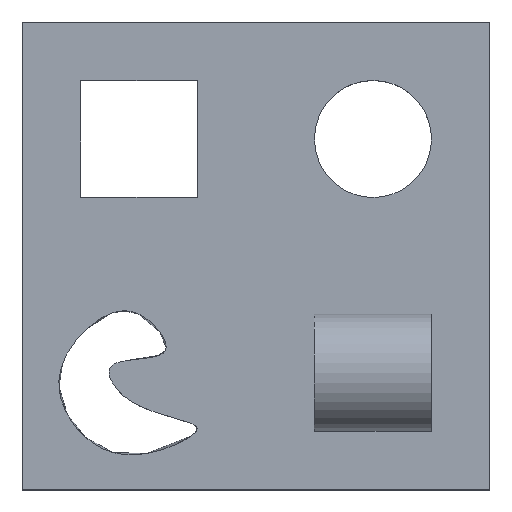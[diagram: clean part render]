
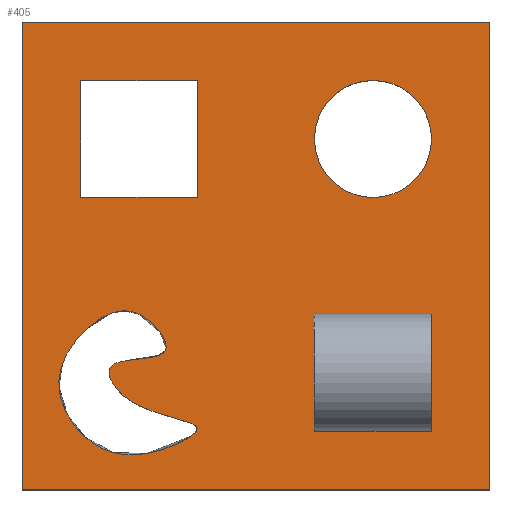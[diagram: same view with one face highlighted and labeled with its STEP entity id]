
A CAD part, top view. The second image highlights one B-rep face of the part: STEP entity #405.
In plain terms, the highlighted planar face has unit normal (0, 0, 1).
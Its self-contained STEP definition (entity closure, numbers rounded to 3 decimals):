
#116=CARTESIAN_POINT('',(50.,50.,20.));
#117=DIRECTION('',(0.,0.,-1.));
#118=DIRECTION('',(1.,0.,0.));
#119=AXIS2_PLACEMENT_3D('',#116,#117,#118);
#121=CARTESIAN_POINT('',(50.,50.,20.));
#122=DIRECTION('',(0.,0.,-1.));
#123=DIRECTION('',(-1.,0.,0.));
#124=AXIS2_PLACEMENT_3D('',#121,#122,#123);
#126=CARTESIAN_POINT('',(-71.708,-30.672,20.));
#127=CARTESIAN_POINT('',(-65.633,-25.279,20.));
#128=CARTESIAN_POINT('',(-51.42,-17.774,20.));
#129=CARTESIAN_POINT('',(-27.676,-47.935,20.));
#130=CARTESIAN_POINT('',(-69.17,-41.06,20.));
#131=CARTESIAN_POINT('',(-54.636,-67.414,20.));
#132=CARTESIAN_POINT('',(-30.52,-69.265,20.));
#133=CARTESIAN_POINT('',(-26.23,-72.306,20.));
#135=CARTESIAN_POINT('',(-26.23,-72.306,20.));
#136=CARTESIAN_POINT('',(-25.456,-72.855,20.));
#137=CARTESIAN_POINT('',(-23.451,-76.189,20.));
#138=CARTESIAN_POINT('',(-50.102,-88.896,20.));
#139=CARTESIAN_POINT('',(-73.772,-80.88,20.));
#140=CARTESIAN_POINT('',(-89.35,-54.481,20.));
#141=CARTESIAN_POINT('',(-79.384,-37.487,20.));
#142=CARTESIAN_POINT('',(-71.708,-30.672,20.));
#144=DIRECTION('',(0.,-1.,0.));
#145=VECTOR('',#144,200.);
#146=CARTESIAN_POINT('',(-100.,100.,20.));
#147=LINE('',#146,#145);
#148=DIRECTION('',(-1.,0.,0.));
#149=VECTOR('',#148,200.);
#150=CARTESIAN_POINT('',(100.,100.,20.));
#151=LINE('',#150,#149);
#152=DIRECTION('',(0.,1.,0.));
#153=VECTOR('',#152,200.);
#154=CARTESIAN_POINT('',(100.,-100.,20.));
#155=LINE('',#154,#153);
#156=DIRECTION('',(1.,0.,0.));
#157=VECTOR('',#156,200.);
#158=CARTESIAN_POINT('',(-100.,-100.,20.));
#159=LINE('',#158,#157);
#160=DIRECTION('',(1.,0.,0.));
#161=VECTOR('',#160,50.);
#162=CARTESIAN_POINT('',(-75.,75.,20.));
#163=LINE('',#162,#161);
#164=DIRECTION('',(0.,1.,0.));
#165=VECTOR('',#164,50.);
#166=CARTESIAN_POINT('',(-75.,25.,20.));
#167=LINE('',#166,#165);
#168=DIRECTION('',(-1.,0.,0.));
#169=VECTOR('',#168,50.);
#170=CARTESIAN_POINT('',(-25.,25.,20.));
#171=LINE('',#170,#169);
#172=DIRECTION('',(0.,-1.,0.));
#173=VECTOR('',#172,50.);
#174=CARTESIAN_POINT('',(-25.,75.,20.));
#175=LINE('',#174,#173);
#176=DIRECTION('',(0.,-1.,0.));
#177=VECTOR('',#176,50.);
#178=CARTESIAN_POINT('',(25.,-25.,20.));
#179=LINE('',#178,#177);
#180=DIRECTION('',(1.,0.,0.));
#181=VECTOR('',#180,50.);
#182=CARTESIAN_POINT('',(25.,-75.,20.));
#183=LINE('',#182,#181);
#184=DIRECTION('',(0.,-1.,0.));
#185=VECTOR('',#184,50.);
#186=CARTESIAN_POINT('',(75.,-25.,20.));
#187=LINE('',#186,#185);
#188=DIRECTION('',(1.,0.,0.));
#189=VECTOR('',#188,50.);
#190=CARTESIAN_POINT('',(25.,-25.,20.));
#191=LINE('',#190,#189);
#264=CARTESIAN_POINT('',(75.,50.,20.));
#265=CARTESIAN_POINT('',(25.,50.,20.));
#266=VERTEX_POINT('',#264);
#267=VERTEX_POINT('',#265);
#268=VERTEX_POINT('',#126);
#269=VERTEX_POINT('',#133);
#270=CARTESIAN_POINT('',(-100.,100.,20.));
#271=CARTESIAN_POINT('',(-100.,-100.,20.));
#272=VERTEX_POINT('',#270);
#273=VERTEX_POINT('',#271);
#274=CARTESIAN_POINT('',(100.,-100.,20.));
#275=VERTEX_POINT('',#274);
#276=CARTESIAN_POINT('',(100.,100.,20.));
#277=VERTEX_POINT('',#276);
#278=CARTESIAN_POINT('',(-75.,75.,20.));
#279=CARTESIAN_POINT('',(-25.,75.,20.));
#280=VERTEX_POINT('',#278);
#281=VERTEX_POINT('',#279);
#282=CARTESIAN_POINT('',(-25.,25.,20.));
#283=VERTEX_POINT('',#282);
#284=CARTESIAN_POINT('',(-75.,25.,20.));
#285=VERTEX_POINT('',#284);
#286=CARTESIAN_POINT('',(25.,-25.,20.));
#287=CARTESIAN_POINT('',(25.,-75.,20.));
#288=VERTEX_POINT('',#286);
#289=VERTEX_POINT('',#287);
#290=CARTESIAN_POINT('',(75.,-25.,20.));
#291=CARTESIAN_POINT('',(75.,-75.,20.));
#292=VERTEX_POINT('',#290);
#293=VERTEX_POINT('',#291);
#360=CARTESIAN_POINT('',(0.,0.,20.));
#361=DIRECTION('',(0.,0.,1.));
#362=DIRECTION('',(1.,0.,0.));
#363=AXIS2_PLACEMENT_3D('',#360,#361,#362);
#364=PLANE('',#363);
#366=ORIENTED_EDGE('',*,*,#365,.F.);
#368=ORIENTED_EDGE('',*,*,#367,.F.);
#370=ORIENTED_EDGE('',*,*,#369,.F.);
#372=ORIENTED_EDGE('',*,*,#371,.F.);
#373=EDGE_LOOP('',(#366,#368,#370,#372));
#374=FACE_OUTER_BOUND('',#373,.F.);
#376=ORIENTED_EDGE('',*,*,#375,.F.);
#378=ORIENTED_EDGE('',*,*,#377,.F.);
#379=EDGE_LOOP('',(#376,#378));
#380=FACE_BOUND('',#379,.F.);
#381=ORIENTED_EDGE('',*,*,#340,.F.);
#382=ORIENTED_EDGE('',*,*,#354,.F.);
#383=EDGE_LOOP('',(#381,#382));
#384=FACE_BOUND('',#383,.F.);
#386=ORIENTED_EDGE('',*,*,#385,.F.);
#388=ORIENTED_EDGE('',*,*,#387,.F.);
#390=ORIENTED_EDGE('',*,*,#389,.F.);
#392=ORIENTED_EDGE('',*,*,#391,.F.);
#393=EDGE_LOOP('',(#386,#388,#390,#392));
#394=FACE_BOUND('',#393,.F.);
#396=ORIENTED_EDGE('',*,*,#395,.T.);
#398=ORIENTED_EDGE('',*,*,#397,.T.);
#400=ORIENTED_EDGE('',*,*,#399,.F.);
#402=ORIENTED_EDGE('',*,*,#401,.F.);
#403=EDGE_LOOP('',(#396,#398,#400,#402));
#404=FACE_BOUND('',#403,.F.);
#120=CIRCLE('',#119,25.);
#125=CIRCLE('',#124,25.);
#134=B_SPLINE_CURVE_WITH_KNOTS('',3,(#126,#127,#128,#129,#130,#131,#132,#133),
.UNSPECIFIED.,.F.,.F.,(4,1,1,1,1,4),(0.,0.204,0.384,
0.611,0.728,1.),.UNSPECIFIED.);
#143=B_SPLINE_CURVE_WITH_KNOTS('',3,(#135,#136,#137,#138,#139,#140,#141,#142),
.UNSPECIFIED.,.F.,.F.,(4,1,1,1,1,4),(0.,0.049,0.271,
0.516,0.742,1.),.UNSPECIFIED.);
#340=EDGE_CURVE('',#266,#267,#120,.T.);
#354=EDGE_CURVE('',#267,#266,#125,.T.);
#365=EDGE_CURVE('',#272,#273,#147,.T.);
#367=EDGE_CURVE('',#277,#272,#151,.T.);
#369=EDGE_CURVE('',#275,#277,#155,.T.);
#371=EDGE_CURVE('',#273,#275,#159,.T.);
#375=EDGE_CURVE('',#268,#269,#134,.T.);
#377=EDGE_CURVE('',#269,#268,#143,.T.);
#385=EDGE_CURVE('',#280,#281,#163,.T.);
#387=EDGE_CURVE('',#285,#280,#167,.T.);
#389=EDGE_CURVE('',#283,#285,#171,.T.);
#391=EDGE_CURVE('',#281,#283,#175,.T.);
#395=EDGE_CURVE('',#288,#289,#179,.T.);
#397=EDGE_CURVE('',#289,#293,#183,.T.);
#399=EDGE_CURVE('',#292,#293,#187,.T.);
#401=EDGE_CURVE('',#288,#292,#191,.T.);
#405=ADVANCED_FACE('',(#374,#380,#384,#394,#404),#364,.T.);
